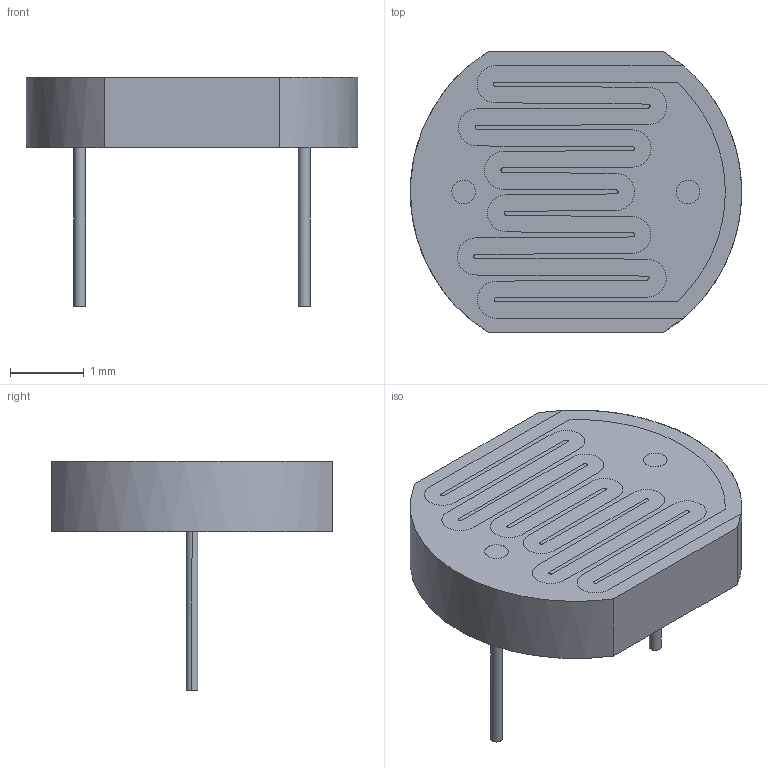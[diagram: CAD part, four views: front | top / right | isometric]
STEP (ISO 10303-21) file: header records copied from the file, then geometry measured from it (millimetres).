
FILE_DESCRIPTION(('FreeCAD Model'),'2;1');
FILE_NAME('Resistor_LDR_4_9x4_2_RM2_54_fp001.step', '2017-08-26T10:48:15',('kicad StepUp'),('ksu MCAD'), 'Open CASCADE STEP processor 6.8','FreeCAD','Unknown');
FILE_SCHEMA(('AUTOMOTIVE_DESIGN_CC2 { 1 2 10303 214 -1 1 5 4 }'));
Length unit declared in the file: millimetre
Products named in the file (1): Resistor_LDR_4_9x4_2_RM2_54_fp001
Bounding box: 4.5 x 3.82 x 3.11 mm (x, y, z)
Volume: 14.2 mm3; surface area: 45.6 mm2
Topology: 1 solids, 3 shells, 86 faces, 920 edges, 845 vertices
Faces by surface type: bspline 86
Entity records: 8723 total; most frequent: CARTESIAN_POINT 3284, ORIENTED_EDGE 1840, EDGE_CURVE 920, B_SPLINE_CURVE_WITH_KNOTS 864, VERTEX_POINT 845, FACE_BOUND 95, EDGE_LOOP 95, ADVANCED_FACE 86
